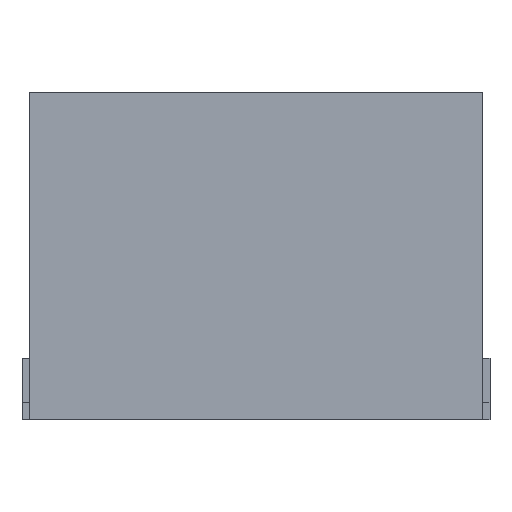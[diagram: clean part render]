
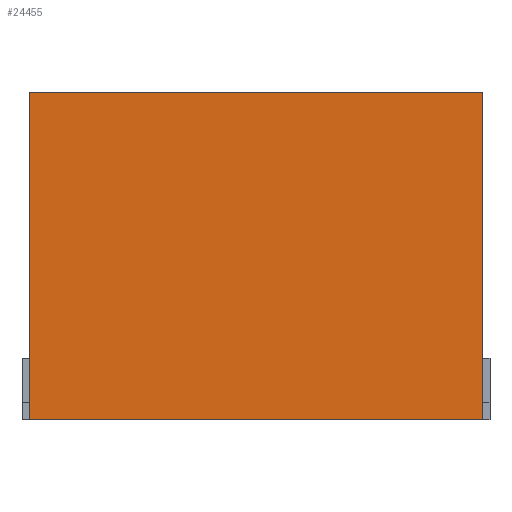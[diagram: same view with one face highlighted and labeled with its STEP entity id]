
A CAD part, front view. The second image highlights one B-rep face of the part: STEP entity #24455.
In plain terms, the highlighted planar face has unit normal (0, -1, 0).
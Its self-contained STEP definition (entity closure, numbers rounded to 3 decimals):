
#1267=CARTESIAN_POINT('',(1.3,-12.2,0.));
#1268=VERTEX_POINT('',#1267);
#1275=CARTESIAN_POINT('',(1.3,-12.2,13.3));
#1276=VERTEX_POINT('',#1275);
#1277=CARTESIAN_POINT('',(1.3,-12.2,0.));
#1278=DIRECTION('',(0.,0.,1.));
#1279=VECTOR('',#1278,13.3);
#1280=LINE('',#1277,#1279);
#1281=EDGE_CURVE('',#1268,#1276,#1280,.T.);
#24425=CARTESIAN_POINT('',(10.5,-12.2,6.65));
#24426=DIRECTION('',(0.,0.,-1.));
#24427=DIRECTION('',(0.,-1.,0.));
#24428=AXIS2_PLACEMENT_3D('',#24425,#24427,#24426);
#24429=PLANE('',#24428);
#24430=ORIENTED_EDGE('',*,*,#1281,.F.);
#24431=CARTESIAN_POINT('',(19.7,-12.2,0.));
#24432=VERTEX_POINT('',#24431);
#24433=CARTESIAN_POINT('',(19.7,-12.2,0.));
#24434=DIRECTION('',(-1.,0.,0.));
#24435=VECTOR('',#24434,18.4);
#24436=LINE('',#24433,#24435);
#24437=EDGE_CURVE('',#24432,#1268,#24436,.T.);
#24438=ORIENTED_EDGE('',*,*,#24437,.F.);
#24439=CARTESIAN_POINT('',(19.7,-12.2,13.3));
#24440=VERTEX_POINT('',#24439);
#24441=CARTESIAN_POINT('',(19.7,-12.2,0.));
#24442=DIRECTION('',(0.,0.,1.));
#24443=VECTOR('',#24442,13.3);
#24444=LINE('',#24441,#24443);
#24445=EDGE_CURVE('',#24432,#24440,#24444,.T.);
#24446=ORIENTED_EDGE('',*,*,#24445,.T.);
#24447=CARTESIAN_POINT('',(19.7,-12.2,13.3));
#24448=DIRECTION('',(-1.,0.,0.));
#24449=VECTOR('',#24448,18.4);
#24450=LINE('',#24447,#24449);
#24451=EDGE_CURVE('',#24440,#1276,#24450,.T.);
#24452=ORIENTED_EDGE('',*,*,#24451,.T.);
#24453=EDGE_LOOP('',(#24430,#24438,#24446,#24452));
#24454=FACE_OUTER_BOUND('',#24453,.T.);
#24455=ADVANCED_FACE('',(#24454),#24429,.T.);
